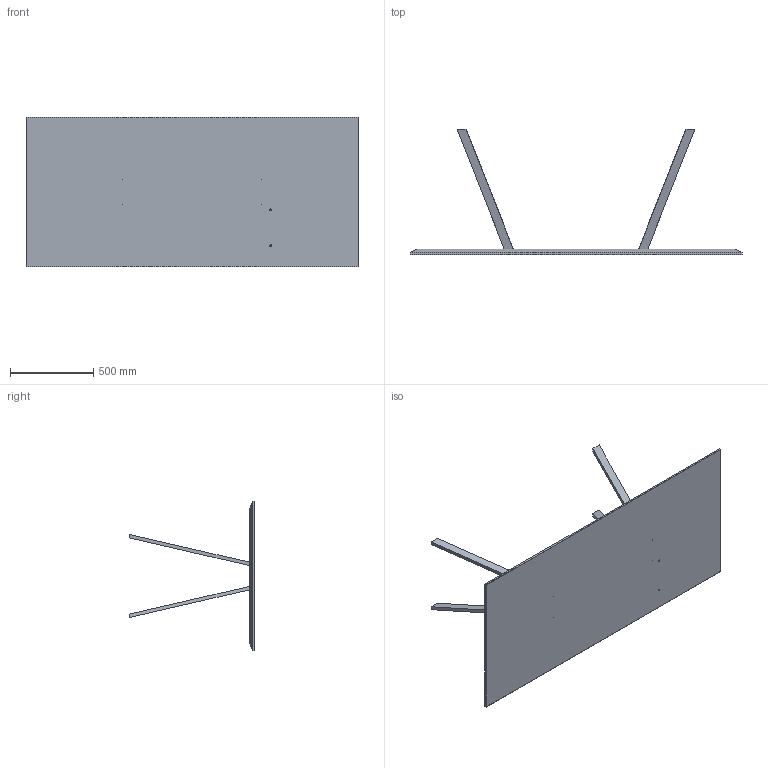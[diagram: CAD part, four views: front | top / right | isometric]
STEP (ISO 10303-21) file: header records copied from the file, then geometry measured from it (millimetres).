
FILE_DESCRIPTION((''),'2;1');
FILE_NAME('SOLIDT_RENDERDATEN_ASM','2018-10-18T',('user'),(''),'CREO PARAMETRIC BY PTC INC, 2017300','CREO PARAMETRIC BY PTC INC, 2017300','');
FILE_SCHEMA(('CONFIG_CONTROL_DESIGN'));
Length unit declared in the file: millimetre
Products named in the file (5): TISCHPLATTE_BOM_REN; TISCHFUSS_BOM_REN; TISCHFUSS_SPIEGEL_BOM_REN; LINOLEUM_RECHTECKIG; SOLIDT_RENDERDATEN_ASM
Assembly tree (4 placements, depth 2):
  SOLIDT_RENDERDATEN_ASM
    TISCHPLATTE_BOM_REN
    TISCHFUSS_BOM_REN
    TISCHFUSS_SPIEGEL_BOM_REN
    LINOLEUM_RECHTECKIG
Bounding box: 2000 x 753 x 900 mm (x, y, z)
Volume: 58963653 mm3; surface area: 8493001.8 mm2
Topology: 4 solids, 6 shells, 184 faces, 476 edges, 312 vertices
Faces by surface type: plane 112, cylinder 56, cone 16
Entity records: 5802 total; most frequent: DIRECTION 994, CARTESIAN_POINT 983, ORIENTED_EDGE 940, EDGE_CURVE 476, VECTOR 348, LINE 348, AXIS2_PLACEMENT_3D 323, VERTEX_POINT 312
